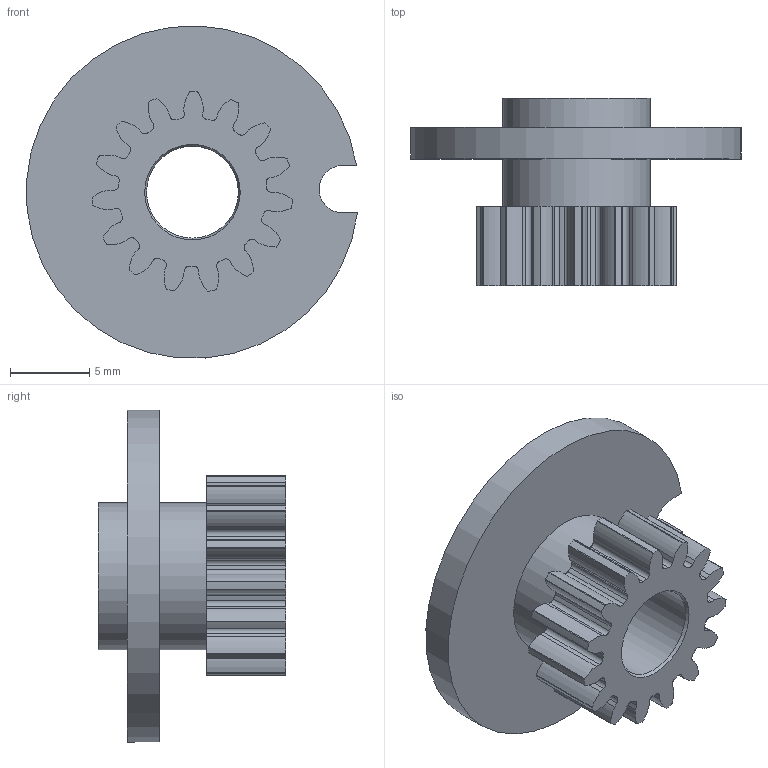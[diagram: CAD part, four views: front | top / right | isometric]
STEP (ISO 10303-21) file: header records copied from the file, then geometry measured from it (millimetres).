
FILE_DESCRIPTION(/* description */ (''),/* implementation_level */ '2;1');
FILE_NAME(/* name */ 'ACWA-0006.step',/* time_stamp */ '2024-03-11T10:32:23+01:00',/* author */ (''),/* organization */ (''),/* preprocessor_version */ 'ST-DEVELOPER v20',/* originating_system */ 'Autodesk Translation Framework v12.20.1.177',/* authorisation */ '');
FILE_SCHEMA (('AUTOMOTIVE_DESIGN { 1 0 10303 214 3 1 1 }'));
Length unit declared in the file: millimetre
Products named in the file (1): ACWA-0006
Bounding box: 20.9 x 11.85 x 20.96 mm (x, y, z)
Volume: 1174.2 mm3; surface area: 1524.1 mm2
Topology: 1 solids, 1 shells, 164 faces, 477 edges, 318 vertices
Faces by surface type: cylinder 95, plane 37, bspline 30, cone 2
Full cylindrical faces by diameter (mm): 5.8 x1, 9.3 x2
Entity records: 5749 total; most frequent: CARTESIAN_POINT 1380, ORIENTED_EDGE 954, DIRECTION 881, EDGE_CURVE 477, AXIS2_PLACEMENT_3D 329, VERTEX_POINT 318, LINE 223, VECTOR 223
